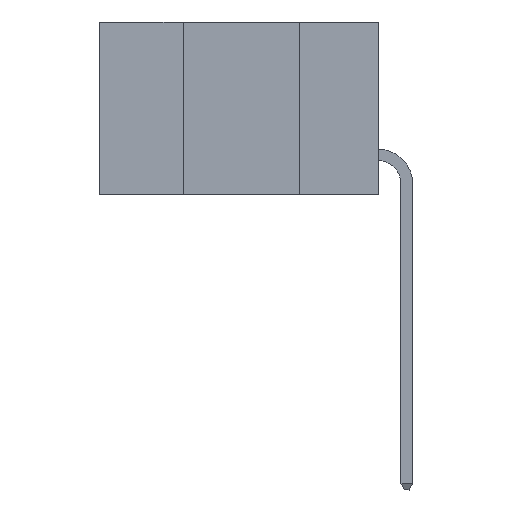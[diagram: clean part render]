
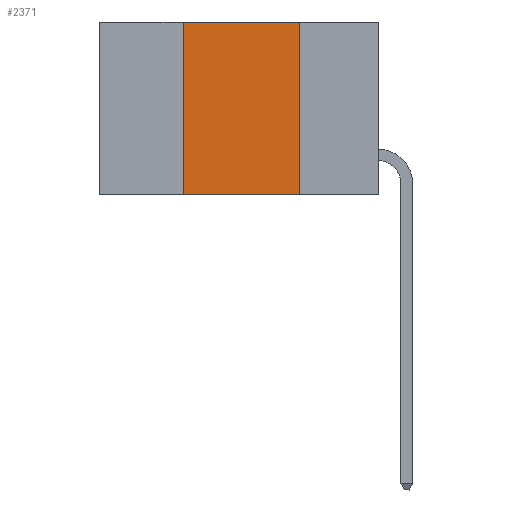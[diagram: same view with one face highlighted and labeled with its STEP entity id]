
A CAD part, left-side view. The second image highlights one B-rep face of the part: STEP entity #2371.
In plain terms, the highlighted planar face has unit normal (-1, 0, 0).
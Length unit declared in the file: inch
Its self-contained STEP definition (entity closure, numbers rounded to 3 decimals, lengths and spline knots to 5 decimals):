
#2 = EDGE_LOOP ( 'NONE', ( #11416, #9308, #7664, #95 ) ) ;
#95 = ORIENTED_EDGE ( 'NONE', *, *, #7296, .T. ) ;
#1889 = AXIS2_PLACEMENT_3D ( 'NONE', #3812, #7029, #4866 ) ;
#1968 = LINE ( 'NONE', #6256, #11358 ) ;
#2371 = ADVANCED_FACE ( 'NONE', ( #11135 ), #5917, .F. ) ;
#2450 = DIRECTION ( 'NONE',  ( 0., 0., 1. ) ) ;
#3449 = CARTESIAN_POINT ( 'NONE',  ( 0., 0.42, -0.37 ) ) ;
#3595 = EDGE_CURVE ( 'NONE', #7723, #10186, #4939, .T. ) ;
#3812 = CARTESIAN_POINT ( 'NONE',  ( 0., 0.6, 0. ) ) ;
#4174 = LINE ( 'NONE', #5333, #6144 ) ;
#4739 = VERTEX_POINT ( 'NONE', #8987 ) ;
#4866 = DIRECTION ( 'NONE',  ( 0., 0., -1. ) ) ;
#4939 = LINE ( 'NONE', #8087, #9197 ) ;
#5333 = CARTESIAN_POINT ( 'NONE',  ( 0., 0.6, 0. ) ) ;
#5708 = LINE ( 'NONE', #3449, #11825 ) ;
#5866 = EDGE_CURVE ( 'NONE', #4739, #13699, #5708, .T. ) ;
#5917 = PLANE ( 'NONE',  #1889 ) ;
#6144 = VECTOR ( 'NONE', #10364, 39.37008 ) ;
#6172 = EDGE_CURVE ( 'NONE', #13699, #7723, #4174, .T. ) ;
#6256 = CARTESIAN_POINT ( 'NONE',  ( 0., 0.6, -0.37 ) ) ;
#7029 = DIRECTION ( 'NONE',  ( 1., 0., 0. ) ) ;
#7296 = EDGE_CURVE ( 'NONE', #4739, #10186, #1968, .T. ) ;
#7337 = CARTESIAN_POINT ( 'NONE',  ( 0., 0.17, -0.37 ) ) ;
#7664 = ORIENTED_EDGE ( 'NONE', *, *, #5866, .F. ) ;
#7723 = VERTEX_POINT ( 'NONE', #13856 ) ;
#8087 = CARTESIAN_POINT ( 'NONE',  ( 0., 0.17, -0.37 ) ) ;
#8987 = CARTESIAN_POINT ( 'NONE',  ( 0., 0.42, -0.37 ) ) ;
#9197 = VECTOR ( 'NONE', #9268, 39.37008 ) ;
#9268 = DIRECTION ( 'NONE',  ( 0., 0., -1. ) ) ;
#9308 = ORIENTED_EDGE ( 'NONE', *, *, #6172, .F. ) ;
#10186 = VERTEX_POINT ( 'NONE', #7337 ) ;
#10364 = DIRECTION ( 'NONE',  ( 0., -1., 0. ) ) ;
#11135 = FACE_OUTER_BOUND ( 'NONE', #2, .T. ) ;
#11358 = VECTOR ( 'NONE', #12375, 39.37008 ) ;
#11416 = ORIENTED_EDGE ( 'NONE', *, *, #3595, .F. ) ;
#11825 = VECTOR ( 'NONE', #2450, 39.37008 ) ;
#12375 = DIRECTION ( 'NONE',  ( 0., -1., 0. ) ) ;
#13071 = CARTESIAN_POINT ( 'NONE',  ( 0., 0.42, 0. ) ) ;
#13699 = VERTEX_POINT ( 'NONE', #13071 ) ;
#13856 = CARTESIAN_POINT ( 'NONE',  ( 0., 0.17, 0. ) ) ;
